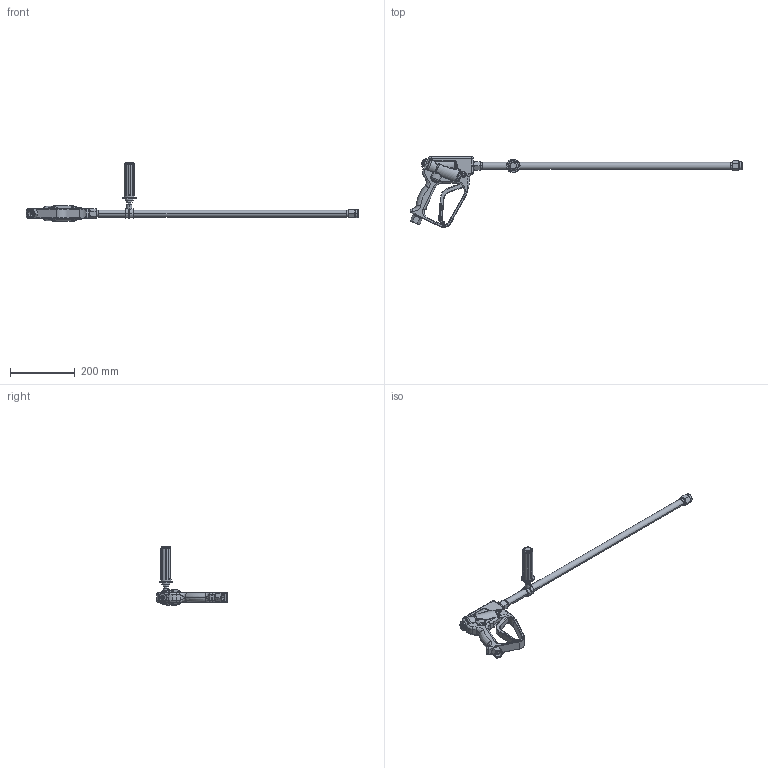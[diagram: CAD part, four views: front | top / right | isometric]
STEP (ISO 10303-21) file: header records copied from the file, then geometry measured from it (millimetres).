
FILE_DESCRIPTION (( 'STEP AP214' ), '1' );
FILE_NAME ('39412.STEP', '2015-12-15T16:32:59', ( '' ), ( '' ), 'SwSTEP 2.0', 'SolidWorks 2015', '' );
FILE_SCHEMA (( 'AUTOMOTIVE_DESIGN' ));
Length unit declared in the file: inch
Products named in the file (1): 39412
Bounding box: 1023.33 x 217.99 x 181.23 mm (x, y, z)
Surface area: 160396.7 mm2 (no closed solid volume)
Topology: 0 solids, 9 shells, 550 faces, 1476 edges, 906 vertices
Faces by surface type: cylinder 153, bspline 130, torus 110, plane 93, cone 35, sphere 29
Entity records: 31568 total; most frequent: CARTESIAN_POINT 11884, ORIENTED_EDGE 2639, DIRECTION 2523, EDGE_CURVE 1463, AXIS2_PLACEMENT_3D 1094, VERTEX_POINT 904, CIRCLE 673, EDGE_LOOP 575
